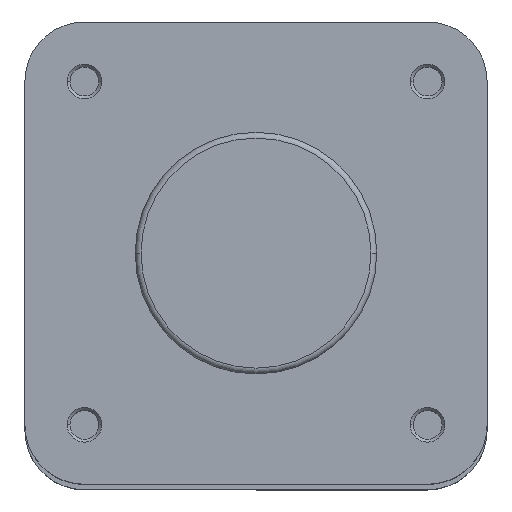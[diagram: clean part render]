
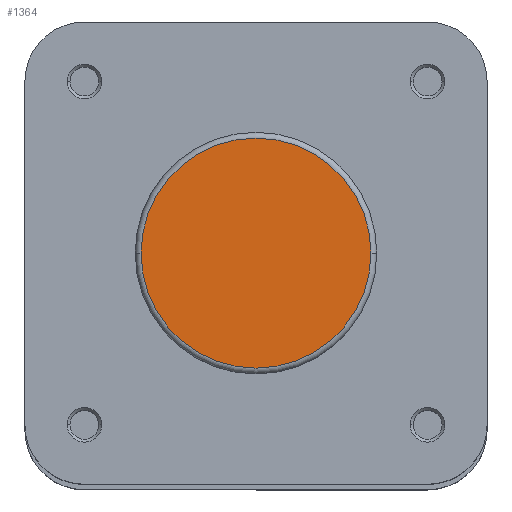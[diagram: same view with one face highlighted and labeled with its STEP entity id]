
A CAD part, top view. The second image highlights one B-rep face of the part: STEP entity #1364.
In plain terms, the highlighted planar face has unit normal (0, 0, 1).
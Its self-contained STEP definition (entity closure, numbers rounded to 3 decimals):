
#50 = PLANE ( 'NONE',  #2120 ) ;
#54 = CARTESIAN_POINT ( 'NONE',  ( 0., 20.9, 0. ) ) ;
#60 = DIRECTION ( 'NONE',  ( 0., 0., -1. ) ) ;
#61 = DIRECTION ( 'NONE',  ( -1., 0., 0. ) ) ;
#778 = CARTESIAN_POINT ( 'NONE',  ( 0., 0., 0. ) ) ;
#779 = DIRECTION ( 'NONE',  ( 0., 0., 1. ) ) ;
#780 = DIRECTION ( 'NONE',  ( -1., 0., 0. ) ) ;
#902 = CARTESIAN_POINT ( 'NONE',  ( 0., 0., 0. ) ) ;
#903 = DIRECTION ( 'NONE',  ( 0., 0., 1. ) ) ;
#904 = DIRECTION ( 'NONE',  ( -1., 0., 0. ) ) ;
#1364 = ADVANCED_FACE ( 'NONE', ( #2750 ), #50, .F. ) ;
#1666 = EDGE_CURVE ( 'NONE', #5281, #5399, #3186, .T. ) ;
#1717 = EDGE_CURVE ( 'NONE', #5399, #5281, #3265, .T. ) ;
#2120 = AXIS2_PLACEMENT_3D ( 'NONE', #54, #60, #61 ) ;
#2268 = AXIS2_PLACEMENT_3D ( 'NONE', #778, #779, #780 ) ;
#2290 = AXIS2_PLACEMENT_3D ( 'NONE', #902, #903, #904 ) ;
#2750 = FACE_OUTER_BOUND ( 'NONE', #6290, .T. ) ;
#3186 = CIRCLE ( 'NONE', #2268, 19.9 ) ;
#3265 = CIRCLE ( 'NONE', #2290, 19.9 ) ;
#3760 = CARTESIAN_POINT ( 'NONE',  ( -19.9, 0., 0. ) ) ;
#3809 = CARTESIAN_POINT ( 'NONE',  ( 19.9, 0., 0. ) ) ;
#4231 = ORIENTED_EDGE ( 'NONE', *, *, #1666, .T. ) ;
#4232 = ORIENTED_EDGE ( 'NONE', *, *, #1717, .T. ) ;
#5281 = VERTEX_POINT ( 'NONE', #3760 ) ;
#5399 = VERTEX_POINT ( 'NONE', #3809 ) ;
#6290 = EDGE_LOOP ( 'NONE', ( #4231, #4232 ) ) ;
